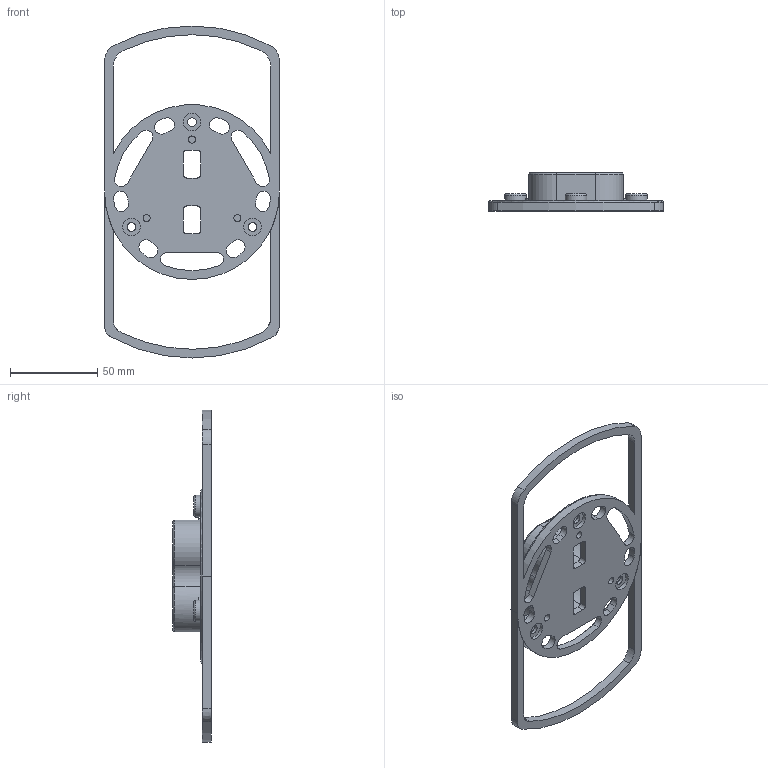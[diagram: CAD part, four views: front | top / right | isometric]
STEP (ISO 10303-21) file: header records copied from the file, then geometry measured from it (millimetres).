
FILE_DESCRIPTION(/* description */ (''),/* implementation_level */ '2;1');
FILE_NAME(/* name */ 'Battery Holder stepV3 v1.step',/* time_stamp */ '2024-08-12T14:45:05+01:00',/* author */ (''),/* organization */ (''),/* preprocessor_version */ 'ST-DEVELOPER v20',/* originating_system */ 'Autodesk Translation Framework v13.14.0.145',/* authorisation */ '');
FILE_SCHEMA (('AUTOMOTIVE_DESIGN { 1 0 10303 214 3 1 1 }'));
Length unit declared in the file: millimetre
Products named in the file (1): Battery Holder stepV3
Bounding box: 100 x 22 x 190 mm (x, y, z)
Volume: 53222.9 mm3; surface area: 36192.7 mm2
Topology: 2 solids, 2 shells, 193 faces, 495 edges, 326 vertices
Faces by surface type: cylinder 105, plane 73, torus 11, bspline 4
Full cylindrical faces by diameter (mm): 4.1 x3, 5 x3, 10.1 x6, 12.5 x3, 93 x1
Entity records: 6267 total; most frequent: CARTESIAN_POINT 1267, DIRECTION 1104, ORIENTED_EDGE 990, EDGE_CURVE 495, AXIS2_PLACEMENT_3D 433, VERTEX_POINT 326, EDGE_LOOP 243, CIRCLE 243
